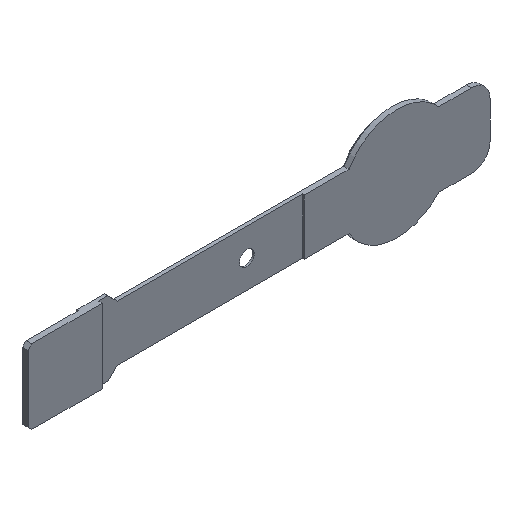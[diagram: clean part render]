
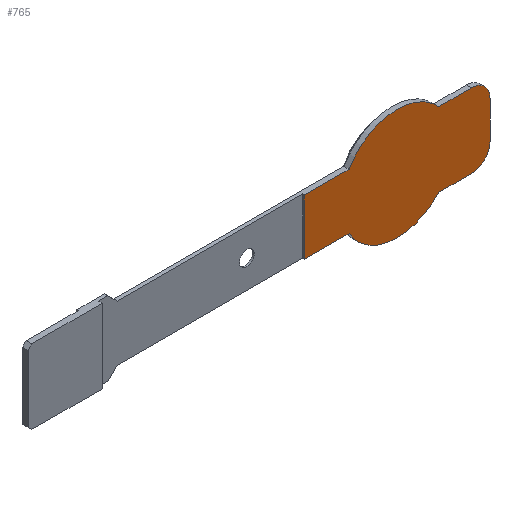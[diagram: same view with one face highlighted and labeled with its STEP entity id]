
A CAD part, isometric view. The second image highlights one B-rep face of the part: STEP entity #765.
In plain terms, the highlighted planar face has unit normal (0, -1, 0).
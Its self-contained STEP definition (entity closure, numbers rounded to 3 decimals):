
#23=PLANE('',#840);
#53=LINE('',#1127,#137);
#59=LINE('',#1137,#143);
#63=LINE('',#1147,#147);
#67=LINE('',#1159,#151);
#70=LINE('',#1168,#154);
#74=LINE('',#1175,#158);
#137=VECTOR('',#908,1000.);
#143=VECTOR('',#916,1000.);
#147=VECTOR('',#926,1000.);
#151=VECTOR('',#938,1000.);
#154=VECTOR('',#949,1000.);
#158=VECTOR('',#955,1000.);
#234=FACE_OUTER_BOUND('',#272,.T.);
#272=EDGE_LOOP('',(#560,#561,#562,#563,#564,#565,#566,#567,#568,#569));
#311=CIRCLE('',#824,3.);
#313=CIRCLE('',#829,3.);
#315=CIRCLE('',#833,1.);
#317=CIRCLE('',#837,1.);
#335=VERTEX_POINT('',#1112);
#336=VERTEX_POINT('',#1113);
#341=VERTEX_POINT('',#1124);
#342=VERTEX_POINT('',#1126);
#345=VERTEX_POINT('',#1135);
#346=VERTEX_POINT('',#1139);
#348=VERTEX_POINT('',#1145);
#350=VERTEX_POINT('',#1151);
#352=VERTEX_POINT('',#1157);
#354=VERTEX_POINT('',#1163);
#408=EDGE_CURVE('',#335,#336,#311,.T.);
#414=EDGE_CURVE('',#341,#342,#53,.T.);
#420=EDGE_CURVE('',#345,#341,#59,.T.);
#422=EDGE_CURVE('',#346,#345,#313,.T.);
#425=EDGE_CURVE('',#348,#346,#63,.T.);
#428=EDGE_CURVE('',#350,#348,#315,.T.);
#431=EDGE_CURVE('',#352,#350,#67,.T.);
#434=EDGE_CURVE('',#354,#352,#317,.T.);
#436=EDGE_CURVE('',#336,#354,#70,.T.);
#440=EDGE_CURVE('',#342,#335,#74,.T.);
#560=ORIENTED_EDGE('',*,*,#414,.F.);
#561=ORIENTED_EDGE('',*,*,#420,.F.);
#562=ORIENTED_EDGE('',*,*,#422,.F.);
#563=ORIENTED_EDGE('',*,*,#425,.F.);
#564=ORIENTED_EDGE('',*,*,#428,.F.);
#565=ORIENTED_EDGE('',*,*,#431,.F.);
#566=ORIENTED_EDGE('',*,*,#434,.F.);
#567=ORIENTED_EDGE('',*,*,#436,.F.);
#568=ORIENTED_EDGE('',*,*,#408,.F.);
#569=ORIENTED_EDGE('',*,*,#440,.F.);
#765=ADVANCED_FACE('',(#234),#23,.F.);
#824=AXIS2_PLACEMENT_3D('',#1114,#898,#899);
#829=AXIS2_PLACEMENT_3D('',#1141,#920,#921);
#833=AXIS2_PLACEMENT_3D('',#1153,#932,#933);
#837=AXIS2_PLACEMENT_3D('',#1165,#944,#945);
#840=AXIS2_PLACEMENT_3D('',#1176,#956,#957);
#898=DIRECTION('center_axis',(0.,1.,0.));
#899=DIRECTION('ref_axis',(0.,0.,1.));
#908=DIRECTION('',(0.,0.,1.));
#916=DIRECTION('',(-1.,0.,0.));
#920=DIRECTION('center_axis',(0.,1.,0.));
#921=DIRECTION('ref_axis',(0.,0.,1.));
#926=DIRECTION('',(-1.,0.,0.));
#932=DIRECTION('center_axis',(0.,1.,0.));
#933=DIRECTION('ref_axis',(0.,0.,1.));
#938=DIRECTION('',(0.,0.,-1.));
#944=DIRECTION('center_axis',(0.,1.,0.));
#945=DIRECTION('ref_axis',(0.,0.,1.));
#949=DIRECTION('',(1.,0.,0.));
#955=DIRECTION('',(1.,0.,0.));
#956=DIRECTION('center_axis',(0.,1.,0.));
#957=DIRECTION('ref_axis',(0.,0.,1.));
#1112=CARTESIAN_POINT('',(-2.598,-0.1,1.5));
#1113=CARTESIAN_POINT('',(2.236,-0.1,2.));
#1114=CARTESIAN_POINT('Origin',(0.,-0.1,0.));
#1124=CARTESIAN_POINT('',(-5.,-0.1,-1.5));
#1126=CARTESIAN_POINT('',(-5.,-0.1,1.5));
#1127=CARTESIAN_POINT('',(-5.,-0.1,-1.5));
#1135=CARTESIAN_POINT('',(-2.598,-0.1,-1.5));
#1137=CARTESIAN_POINT('',(-2.598,-0.1,-1.5));
#1139=CARTESIAN_POINT('',(2.236,-0.1,-2.));
#1141=CARTESIAN_POINT('Origin',(0.,-0.1,0.));
#1145=CARTESIAN_POINT('',(4.,-0.1,-2.));
#1147=CARTESIAN_POINT('',(4.,-0.1,-2.));
#1151=CARTESIAN_POINT('',(5.,-0.1,-1.));
#1153=CARTESIAN_POINT('Origin',(4.,-0.1,-1.));
#1157=CARTESIAN_POINT('',(5.,-0.1,1.));
#1159=CARTESIAN_POINT('',(5.,-0.1,1.));
#1163=CARTESIAN_POINT('',(4.,-0.1,2.));
#1165=CARTESIAN_POINT('Origin',(4.,-0.1,1.));
#1168=CARTESIAN_POINT('',(2.236,-0.1,2.));
#1175=CARTESIAN_POINT('',(-5.,-0.1,1.5));
#1176=CARTESIAN_POINT('Origin',(0.,-0.1,0.));
